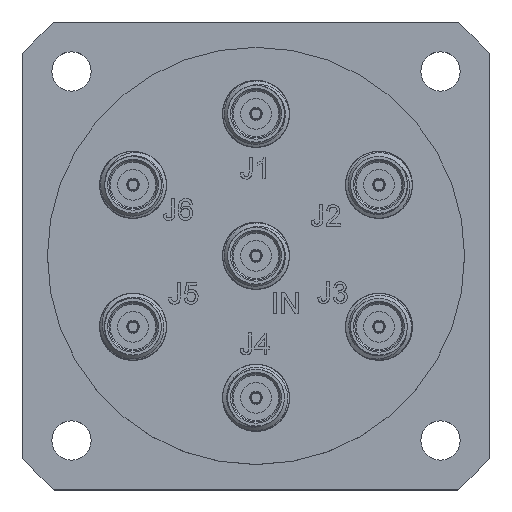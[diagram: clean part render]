
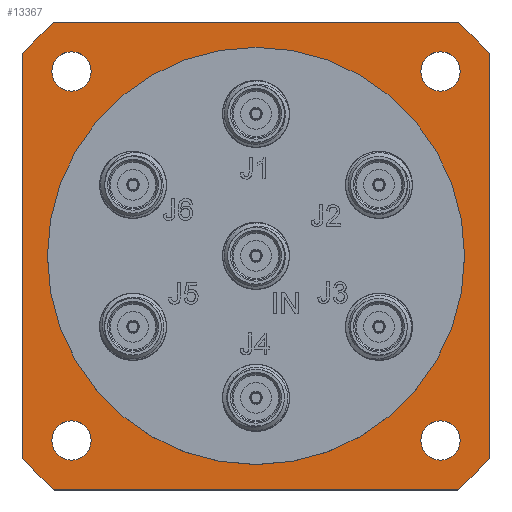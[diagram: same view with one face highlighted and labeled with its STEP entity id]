
A CAD part, top view. The second image highlights one B-rep face of the part: STEP entity #13367.
In plain terms, the highlighted planar face has unit normal (0, 0, 1).
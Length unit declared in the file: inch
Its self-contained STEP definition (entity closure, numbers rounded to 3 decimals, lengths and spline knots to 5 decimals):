
#65 = DIRECTION ( 'NONE',  ( 0., 0., -1. ) ) ;
#206 = AXIS2_PLACEMENT_3D ( 'NONE', #30607, #22914, #22320 ) ;
#647 = VERTEX_POINT ( 'NONE', #2350 ) ;
#1055 = EDGE_CURVE ( 'NONE', #3271, #3271, #12097, .T. ) ;
#1796 = DIRECTION ( 'NONE',  ( -1., 0., 0. ) ) ;
#2223 = EDGE_LOOP ( 'NONE', ( #23059 ) ) ;
#2311 = ORIENTED_EDGE ( 'NONE', *, *, #7601, .T. ) ;
#2350 = CARTESIAN_POINT ( 'NONE',  ( 0.875, -0.75392, -0.125 ) ) ;
#2598 = CARTESIAN_POINT ( 'NONE',  ( 0.75392, -0.875, -0.125 ) ) ;
#2773 = DIRECTION ( 'NONE',  ( 0., 0., 1. ) ) ;
#2858 = FACE_BOUND ( 'NONE', #2223, .T. ) ;
#3271 = VERTEX_POINT ( 'NONE', #26031 ) ;
#3323 = AXIS2_PLACEMENT_3D ( 'NONE', #17283, #65, #22208 ) ;
#3379 = EDGE_CURVE ( 'NONE', #647, #18882, #27632, .T. ) ;
#3809 = ORIENTED_EDGE ( 'NONE', *, *, #3379, .F. ) ;
#4178 = DIRECTION ( 'NONE',  ( 0., 0., 1. ) ) ;
#4265 = AXIS2_PLACEMENT_3D ( 'NONE', #11409, #31372, #8475 ) ;
#4485 = DIRECTION ( 'NONE',  ( 1., 0., 0. ) ) ;
#4686 = CARTESIAN_POINT ( 'NONE',  ( -0.75392, -0.875, -0.125 ) ) ;
#4755 = DIRECTION ( 'NONE',  ( 0., 0., -1. ) ) ;
#4883 = DIRECTION ( 'NONE',  ( 0., 1., 0. ) ) ;
#4981 = AXIS2_PLACEMENT_3D ( 'NONE', #14092, #18699, #21157 ) ;
#5213 = DIRECTION ( 'NONE',  ( -1., 0., 0. ) ) ;
#5301 = ORIENTED_EDGE ( 'NONE', *, *, #19689, .F. ) ;
#5354 = CARTESIAN_POINT ( 'NONE',  ( 0.875, -0.875, -0.125 ) ) ;
#5363 = CARTESIAN_POINT ( 'NONE',  ( -0.875, 0.875, -0.125 ) ) ;
#5835 = EDGE_LOOP ( 'NONE', ( #24937 ) ) ;
#6156 = ORIENTED_EDGE ( 'NONE', *, *, #26042, .T. ) ;
#6160 = ORIENTED_EDGE ( 'NONE', *, *, #32257, .T. ) ;
#6450 = CARTESIAN_POINT ( 'NONE',  ( -0.875, -0.875, -0.125 ) ) ;
#6961 = CARTESIAN_POINT ( 'NONE',  ( -0.69, -0.69, -0.125 ) ) ;
#7137 = VERTEX_POINT ( 'NONE', #12064 ) ;
#7601 = EDGE_CURVE ( 'NONE', #19006, #24692, #22259, .T. ) ;
#7816 = ORIENTED_EDGE ( 'NONE', *, *, #1055, .F. ) ;
#8209 = VERTEX_POINT ( 'NONE', #27517 ) ;
#8309 = DIRECTION ( 'NONE',  ( 0., 0., -1. ) ) ;
#8475 = DIRECTION ( 'NONE',  ( 1., 0., 0. ) ) ;
#9095 = VECTOR ( 'NONE', #4883, 39.37008 ) ;
#9363 = VERTEX_POINT ( 'NONE', #16442 ) ;
#9463 = CARTESIAN_POINT ( 'NONE',  ( 0.75392, 0.875, -0.125 ) ) ;
#9652 = AXIS2_PLACEMENT_3D ( 'NONE', #31209, #8309, #11848 ) ;
#9912 = PLANE ( 'NONE',  #3323 ) ;
#10177 = ORIENTED_EDGE ( 'NONE', *, *, #17579, .F. ) ;
#10337 = DIRECTION ( 'NONE',  ( 0., 0., -1. ) ) ;
#10474 = EDGE_CURVE ( 'NONE', #13951, #13951, #29886, .T. ) ;
#11078 = EDGE_LOOP ( 'NONE', ( #10177 ) ) ;
#11409 = CARTESIAN_POINT ( 'NONE',  ( -0.69, 0.69, -0.125 ) ) ;
#11848 = DIRECTION ( 'NONE',  ( -1., 0., 0. ) ) ;
#12064 = CARTESIAN_POINT ( 'NONE',  ( -0.875, 0.75392, -0.125 ) ) ;
#12097 = CIRCLE ( 'NONE', #30907, 0.0735 ) ;
#12109 = CARTESIAN_POINT ( 'NONE',  ( -0.875, -0.875, -0.125 ) ) ;
#12238 = EDGE_LOOP ( 'NONE', ( #7816 ) ) ;
#12463 = CARTESIAN_POINT ( 'NONE',  ( 0., 0., -0.125 ) ) ;
#12535 = FACE_BOUND ( 'NONE', #32254, .T. ) ;
#12799 = VECTOR ( 'NONE', #13848, 39.37008 ) ;
#13354 = CIRCLE ( 'NONE', #17456, 1.155 ) ;
#13367 = ADVANCED_FACE ( 'NONE', ( #2858, #24989, #27421, #12535, #24829, #30043 ), #9912, .F. ) ;
#13381 = ORIENTED_EDGE ( 'NONE', *, *, #19239, .F. ) ;
#13419 = DIRECTION ( 'NONE',  ( 1., 0., 0. ) ) ;
#13451 = CARTESIAN_POINT ( 'NONE',  ( -0.6165, -0.69, -0.125 ) ) ;
#13848 = DIRECTION ( 'NONE',  ( 0., -1., 0. ) ) ;
#13880 = CARTESIAN_POINT ( 'NONE',  ( -0.875, -0.75392, -0.125 ) ) ;
#13951 = VERTEX_POINT ( 'NONE', #20861 ) ;
#14092 = CARTESIAN_POINT ( 'NONE',  ( 0.69, 0.69, -0.125 ) ) ;
#14441 = CARTESIAN_POINT ( 'NONE',  ( -0.78, 0., -0.125 ) ) ;
#15618 = VERTEX_POINT ( 'NONE', #13880 ) ;
#16062 = CARTESIAN_POINT ( 'NONE',  ( 0., 0., -0.125 ) ) ;
#16442 = CARTESIAN_POINT ( 'NONE',  ( 0.875, 0.75392, -0.125 ) ) ;
#16894 = VERTEX_POINT ( 'NONE', #14441 ) ;
#17283 = CARTESIAN_POINT ( 'NONE',  ( 0., 0., -0.125 ) ) ;
#17456 = AXIS2_PLACEMENT_3D ( 'NONE', #29474, #4755, #1796 ) ;
#17480 = ORIENTED_EDGE ( 'NONE', *, *, #24380, .T. ) ;
#17530 = CARTESIAN_POINT ( 'NONE',  ( -0.75392, 0.875, -0.125 ) ) ;
#17579 = EDGE_CURVE ( 'NONE', #16894, #16894, #23748, .T. ) ;
#17808 = LINE ( 'NONE', #5354, #9095 ) ;
#18699 = DIRECTION ( 'NONE',  ( 0., 0., 1. ) ) ;
#18882 = VERTEX_POINT ( 'NONE', #2598 ) ;
#19006 = VERTEX_POINT ( 'NONE', #9463 ) ;
#19086 = CIRCLE ( 'NONE', #4981, 0.0735 ) ;
#19239 = EDGE_CURVE ( 'NONE', #7137, #24692, #26368, .T. ) ;
#19689 = EDGE_CURVE ( 'NONE', #8209, #8209, #19086, .T. ) ;
#19834 = DIRECTION ( 'NONE',  ( 1., 0., 0. ) ) ;
#19868 = EDGE_CURVE ( 'NONE', #31197, #15618, #13354, .T. ) ;
#20254 = CIRCLE ( 'NONE', #24962, 1.155 ) ;
#20257 = EDGE_CURVE ( 'NONE', #31197, #18882, #31982, .T. ) ;
#20861 = CARTESIAN_POINT ( 'NONE',  ( -0.6165, 0.69, -0.125 ) ) ;
#21157 = DIRECTION ( 'NONE',  ( 1., 0., 0. ) ) ;
#22208 = DIRECTION ( 'NONE',  ( -1., 0., 0. ) ) ;
#22226 = CIRCLE ( 'NONE', #26391, 0.0735 ) ;
#22259 = LINE ( 'NONE', #5363, #23845 ) ;
#22320 = DIRECTION ( 'NONE',  ( -1., 0., 0. ) ) ;
#22914 = DIRECTION ( 'NONE',  ( 0., 0., 1. ) ) ;
#23059 = ORIENTED_EDGE ( 'NONE', *, *, #10474, .F. ) ;
#23723 = CARTESIAN_POINT ( 'NONE',  ( 0.69, -0.69, -0.125 ) ) ;
#23748 = CIRCLE ( 'NONE', #206, 0.78 ) ;
#23845 = VECTOR ( 'NONE', #5213, 39.37008 ) ;
#24380 = EDGE_CURVE ( 'NONE', #647, #9363, #17808, .T. ) ;
#24554 = LINE ( 'NONE', #12109, #12799 ) ;
#24692 = VERTEX_POINT ( 'NONE', #17530 ) ;
#24769 = VECTOR ( 'NONE', #4485, 39.37008 ) ;
#24829 = FACE_BOUND ( 'NONE', #11078, .T. ) ;
#24937 = ORIENTED_EDGE ( 'NONE', *, *, #26051, .F. ) ;
#24962 = AXIS2_PLACEMENT_3D ( 'NONE', #12463, #2773, #19834 ) ;
#24989 = FACE_BOUND ( 'NONE', #5835, .T. ) ;
#25724 = VERTEX_POINT ( 'NONE', #13451 ) ;
#26031 = CARTESIAN_POINT ( 'NONE',  ( 0.7635, -0.69, -0.125 ) ) ;
#26042 = EDGE_CURVE ( 'NONE', #7137, #15618, #24554, .T. ) ;
#26051 = EDGE_CURVE ( 'NONE', #25724, #25724, #22226, .T. ) ;
#26052 = DIRECTION ( 'NONE',  ( -1., 0., 0. ) ) ;
#26368 = CIRCLE ( 'NONE', #9652, 1.155 ) ;
#26391 = AXIS2_PLACEMENT_3D ( 'NONE', #6961, #4178, #28739 ) ;
#26478 = EDGE_LOOP ( 'NONE', ( #13381, #6156, #26515, #28050, #3809, #17480, #6160, #2311 ) ) ;
#26515 = ORIENTED_EDGE ( 'NONE', *, *, #19868, .F. ) ;
#27421 = FACE_BOUND ( 'NONE', #12238, .T. ) ;
#27517 = CARTESIAN_POINT ( 'NONE',  ( 0.7635, 0.69, -0.125 ) ) ;
#27632 = CIRCLE ( 'NONE', #31309, 1.155 ) ;
#28050 = ORIENTED_EDGE ( 'NONE', *, *, #20257, .T. ) ;
#28462 = DIRECTION ( 'NONE',  ( 0., 0., 1. ) ) ;
#28739 = DIRECTION ( 'NONE',  ( 1., 0., 0. ) ) ;
#29474 = CARTESIAN_POINT ( 'NONE',  ( 0., 0., -0.125 ) ) ;
#29886 = CIRCLE ( 'NONE', #4265, 0.0735 ) ;
#30043 = FACE_OUTER_BOUND ( 'NONE', #26478, .T. ) ;
#30607 = CARTESIAN_POINT ( 'NONE',  ( 0., 0., -0.125 ) ) ;
#30907 = AXIS2_PLACEMENT_3D ( 'NONE', #23723, #28462, #13419 ) ;
#31197 = VERTEX_POINT ( 'NONE', #4686 ) ;
#31209 = CARTESIAN_POINT ( 'NONE',  ( 0., 0., -0.125 ) ) ;
#31309 = AXIS2_PLACEMENT_3D ( 'NONE', #16062, #10337, #26052 ) ;
#31372 = DIRECTION ( 'NONE',  ( 0., 0., 1. ) ) ;
#31982 = LINE ( 'NONE', #6450, #24769 ) ;
#32254 = EDGE_LOOP ( 'NONE', ( #5301 ) ) ;
#32257 = EDGE_CURVE ( 'NONE', #9363, #19006, #20254, .T. ) ;
